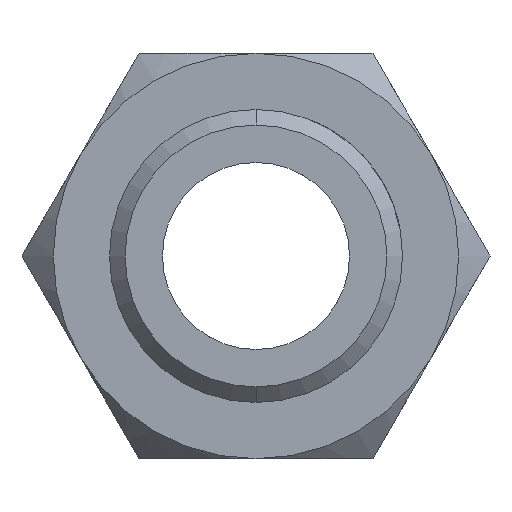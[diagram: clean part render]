
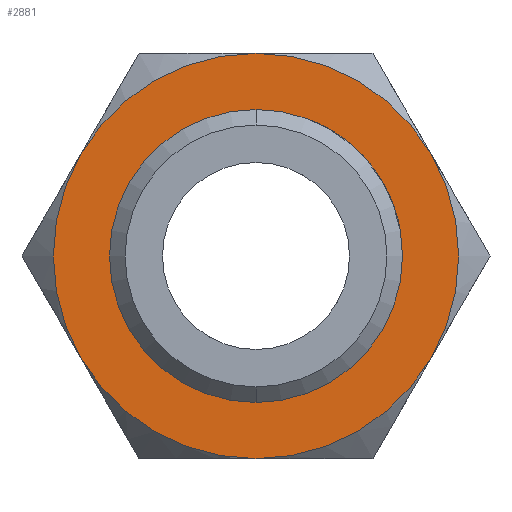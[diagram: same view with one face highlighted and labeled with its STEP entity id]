
A CAD part, left-side view. The second image highlights one B-rep face of the part: STEP entity #2881.
In plain terms, the highlighted planar face has unit normal (-1, 0, 0).
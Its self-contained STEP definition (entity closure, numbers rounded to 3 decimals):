
#59 = CARTESIAN_POINT ( 'NONE',  ( 13., -5.629, 3.25 ) ) ;
#95 = CIRCLE ( 'NONE', #2265, 6.5 ) ;
#103 = CARTESIAN_POINT ( 'NONE',  ( 13., 0., 0. ) ) ;
#117 = EDGE_CURVE ( 'NONE', #4801, #1978, #5027, .T. ) ;
#287 = DIRECTION ( 'NONE',  ( 0., 0., -1. ) ) ;
#306 = VERTEX_POINT ( 'NONE', #3527 ) ;
#373 = CIRCLE ( 'NONE', #3488, 6.5 ) ;
#381 = VERTEX_POINT ( 'NONE', #5277 ) ;
#516 = CARTESIAN_POINT ( 'NONE',  ( 13., 5.629, 3.25 ) ) ;
#537 = CIRCLE ( 'NONE', #3578, 4.7 ) ;
#543 = DIRECTION ( 'NONE',  ( 1., 0., 0. ) ) ;
#867 = CARTESIAN_POINT ( 'NONE',  ( 13., 0., 0. ) ) ;
#897 = CARTESIAN_POINT ( 'NONE',  ( 13., 0., 0. ) ) ;
#987 = ORIENTED_EDGE ( 'NONE', *, *, #117, .F. ) ;
#1000 = CARTESIAN_POINT ( 'NONE',  ( 13., 0., 6.5 ) ) ;
#1066 = ORIENTED_EDGE ( 'NONE', *, *, #4976, .F. ) ;
#1070 = DIRECTION ( 'NONE',  ( 0., 0., 1. ) ) ;
#1237 = DIRECTION ( 'NONE',  ( 0., 0., -1. ) ) ;
#1469 = AXIS2_PLACEMENT_3D ( 'NONE', #103, #4669, #3422 ) ;
#1497 = ORIENTED_EDGE ( 'NONE', *, *, #2079, .F. ) ;
#1710 = DIRECTION ( 'NONE',  ( 0., 0., -1. ) ) ;
#1822 = CIRCLE ( 'NONE', #2255, 6.5 ) ;
#1842 = ORIENTED_EDGE ( 'NONE', *, *, #2571, .F. ) ;
#1978 = VERTEX_POINT ( 'NONE', #59 ) ;
#1993 = CARTESIAN_POINT ( 'NONE',  ( 13., 0., 0. ) ) ;
#2046 = CARTESIAN_POINT ( 'NONE',  ( 13., 0., 0. ) ) ;
#2079 = EDGE_CURVE ( 'NONE', #381, #306, #4099, .T. ) ;
#2155 = VERTEX_POINT ( 'NONE', #4382 ) ;
#2168 = PLANE ( 'NONE',  #4784 ) ;
#2194 = EDGE_LOOP ( 'NONE', ( #4624, #4021 ) ) ;
#2196 = CARTESIAN_POINT ( 'NONE',  ( 13., 0., 0. ) ) ;
#2255 = AXIS2_PLACEMENT_3D ( 'NONE', #2046, #3700, #5335 ) ;
#2264 = VERTEX_POINT ( 'NONE', #2404 ) ;
#2265 = AXIS2_PLACEMENT_3D ( 'NONE', #897, #543, #3448 ) ;
#2404 = CARTESIAN_POINT ( 'NONE',  ( 13., 5.629, -3.25 ) ) ;
#2522 = ORIENTED_EDGE ( 'NONE', *, *, #5064, .F. ) ;
#2571 = EDGE_CURVE ( 'NONE', #2264, #4846, #95, .T. ) ;
#2574 = FACE_BOUND ( 'NONE', #2194, .T. ) ;
#2681 = DIRECTION ( 'NONE',  ( -1., 0., 0. ) ) ;
#2707 = AXIS2_PLACEMENT_3D ( 'NONE', #4760, #3133, #1070 ) ;
#2762 = DIRECTION ( 'NONE',  ( 1., 0., 0. ) ) ;
#2881 = ADVANCED_FACE ( 'NONE', ( #2574, #3417 ), #2168, .F. ) ;
#2966 = AXIS2_PLACEMENT_3D ( 'NONE', #867, #3321, #1710 ) ;
#3039 = AXIS2_PLACEMENT_3D ( 'NONE', #4101, #4579, #1237 ) ;
#3133 = DIRECTION ( 'NONE',  ( -1., 0., 0. ) ) ;
#3321 = DIRECTION ( 'NONE',  ( 1., 0., 0. ) ) ;
#3395 = CARTESIAN_POINT ( 'NONE',  ( 13., 0., 0. ) ) ;
#3417 = FACE_OUTER_BOUND ( 'NONE', #3440, .T. ) ;
#3422 = DIRECTION ( 'NONE',  ( 0., 0., -1. ) ) ;
#3440 = EDGE_LOOP ( 'NONE', ( #2522, #1497, #1066, #987, #3579, #1842 ) ) ;
#3448 = DIRECTION ( 'NONE',  ( 0., 0., -1. ) ) ;
#3488 = AXIS2_PLACEMENT_3D ( 'NONE', #1993, #5224, #4405 ) ;
#3510 = EDGE_CURVE ( 'NONE', #4801, #4846, #1822, .T. ) ;
#3527 = CARTESIAN_POINT ( 'NONE',  ( 13., 0., -6.5 ) ) ;
#3578 = AXIS2_PLACEMENT_3D ( 'NONE', #3395, #2681, #4343 ) ;
#3579 = ORIENTED_EDGE ( 'NONE', *, *, #3510, .T. ) ;
#3659 = VERTEX_POINT ( 'NONE', #3852 ) ;
#3700 = DIRECTION ( 'NONE',  ( -1., 0., 0. ) ) ;
#3852 = CARTESIAN_POINT ( 'NONE',  ( 13., 0., -4.7 ) ) ;
#4018 = CIRCLE ( 'NONE', #2707, 4.7 ) ;
#4021 = ORIENTED_EDGE ( 'NONE', *, *, #4540, .F. ) ;
#4099 = CIRCLE ( 'NONE', #3039, 6.5 ) ;
#4101 = CARTESIAN_POINT ( 'NONE',  ( 13., 0., 0. ) ) ;
#4343 = DIRECTION ( 'NONE',  ( 0., 0., 1. ) ) ;
#4382 = CARTESIAN_POINT ( 'NONE',  ( 13., 0., 4.7 ) ) ;
#4405 = DIRECTION ( 'NONE',  ( 0., 0., -1. ) ) ;
#4540 = EDGE_CURVE ( 'NONE', #3659, #2155, #4018, .T. ) ;
#4579 = DIRECTION ( 'NONE',  ( 1., 0., 0. ) ) ;
#4624 = ORIENTED_EDGE ( 'NONE', *, *, #5198, .F. ) ;
#4669 = DIRECTION ( 'NONE',  ( 1., 0., 0. ) ) ;
#4760 = CARTESIAN_POINT ( 'NONE',  ( 13., 0., 0. ) ) ;
#4784 = AXIS2_PLACEMENT_3D ( 'NONE', #2196, #2762, #287 ) ;
#4801 = VERTEX_POINT ( 'NONE', #1000 ) ;
#4846 = VERTEX_POINT ( 'NONE', #516 ) ;
#4976 = EDGE_CURVE ( 'NONE', #1978, #381, #373, .T. ) ;
#5027 = CIRCLE ( 'NONE', #1469, 6.5 ) ;
#5064 = EDGE_CURVE ( 'NONE', #306, #2264, #5323, .T. ) ;
#5198 = EDGE_CURVE ( 'NONE', #2155, #3659, #537, .T. ) ;
#5224 = DIRECTION ( 'NONE',  ( 1., 0., 0. ) ) ;
#5277 = CARTESIAN_POINT ( 'NONE',  ( 13., -5.629, -3.25 ) ) ;
#5323 = CIRCLE ( 'NONE', #2966, 6.5 ) ;
#5335 = DIRECTION ( 'NONE',  ( 0., 0., 1. ) ) ;
